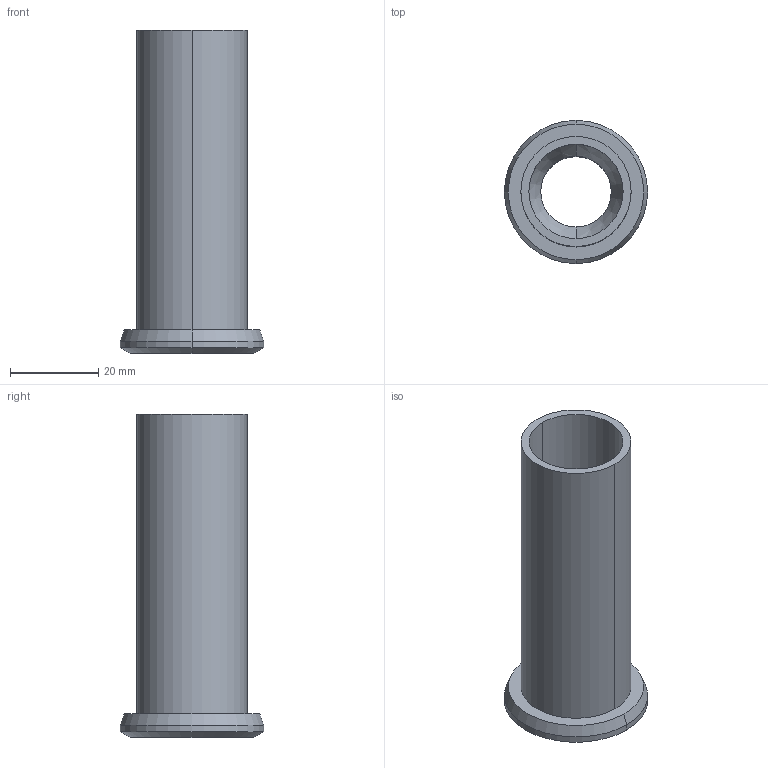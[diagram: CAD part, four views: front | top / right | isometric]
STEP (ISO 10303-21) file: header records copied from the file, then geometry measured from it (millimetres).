
FILE_DESCRIPTION((''),'2;1');
FILE_NAME('PJC25-16','2020-08-25T',('ykawabe'),(''),'CREO PARAMETRIC BY PTC INC, 2016380','CREO PARAMETRIC BY PTC INC, 2016380','');
FILE_SCHEMA(('AUTOMOTIVE_DESIGN { 1 0 10303 214 1 1 1 1 }'));
Length unit declared in the file: millimetre
Products named in the file (1): PJC25-16
Bounding box: 32.5 x 32.5 x 73.4 mm (x, y, z)
Volume: 19453.3 mm3; surface area: 10895.5 mm2
Topology: 1 solids, 1 shells, 25 faces, 50 edges, 30 vertices
Faces by surface type: cylinder 14, cone 6, plane 5
Entity records: 1055 total; most frequent: DIRECTION 140, CARTESIAN_POINT 112, ORIENTED_EDGE 100, AXIS2_PLACEMENT_3D 60, PRESENTATION_STYLE_ASSIGNMENT 55, STYLED_ITEM 55, CURVE_STYLE 54, EDGE_CURVE 50
